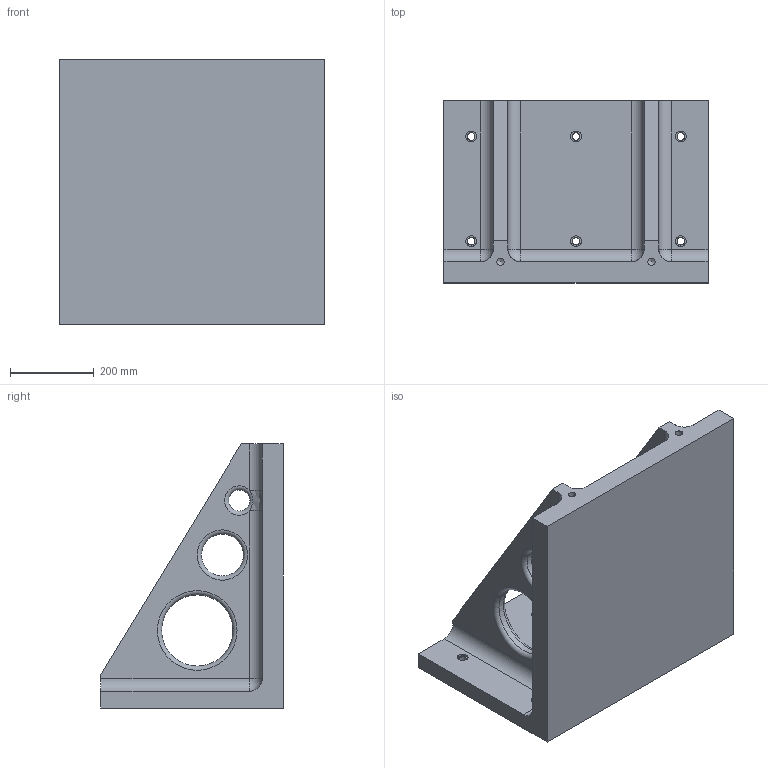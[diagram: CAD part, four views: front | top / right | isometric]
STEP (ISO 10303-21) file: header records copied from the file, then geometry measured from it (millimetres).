
FILE_DESCRIPTION( ( 'Unknown' ), '1' );
FILE_NAME( 'BP20-435630-0630.stp', 'Unknown', ( 'S.C.H' ), ( 'Unknown' ), 'XStep 1.0', 'Unknown', ' ' );
FILE_SCHEMA( ( 'CONFIG_CONTROL_DESIGN' ) );
Length unit declared in the file: millimetre
Products named in the file (1): 1
Bounding box: 630 x 435 x 630 mm (x, y, z)
Volume: 37385723.6 mm3; surface area: 1841837.9 mm2
Topology: 1 solids, 1 shells, 81 faces, 209 edges, 128 vertices
Faces by surface type: cylinder 35, plane 24, torus 12, bspline 4, sphere 4, cone 2
Full cylindrical faces by diameter (mm): 17.5 x2, 18 x6, 26 x6, 50 x2, 100 x2, 170 x2
Entity records: 3441 total; most frequent: CARTESIAN_POINT 1591, DIRECTION 387, ORIENTED_EDGE 314, AXIS2_PLACEMENT_3D 160, EDGE_CURVE 157, EDGE_LOOP 141, VERTEX_POINT 116, FACE_OUTER_BOUND 113
